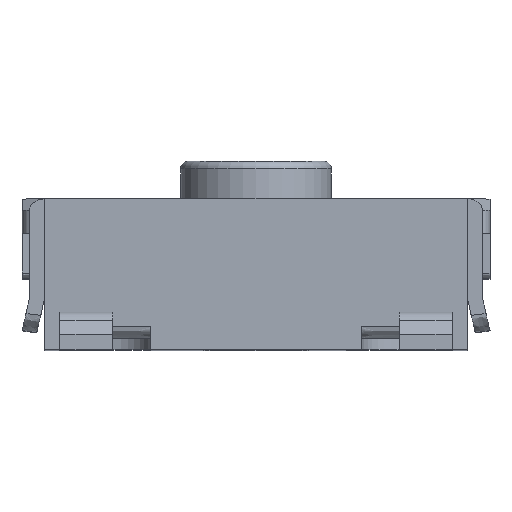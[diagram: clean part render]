
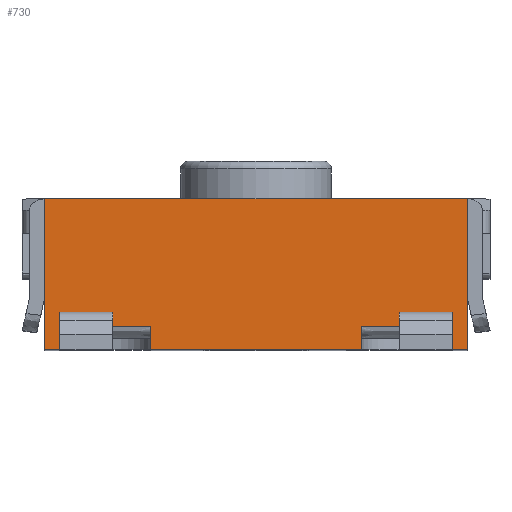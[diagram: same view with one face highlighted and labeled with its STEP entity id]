
A CAD part, top view. The second image highlights one B-rep face of the part: STEP entity #730.
In plain terms, the highlighted planar face has unit normal (0, 0, 1).
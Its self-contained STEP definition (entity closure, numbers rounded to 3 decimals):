
#730=ADVANCED_FACE('',(#2613),#2614,.T.);
#2613=FACE_OUTER_BOUND('',#5060,.T.);
#2614=PLANE('',#5061);
#5060=EDGE_LOOP('',(#12300,#12301,#12302,#12303,#12304,#12305,#12306,#12307,#12308,#12309,#12310,#12311));
#5061=AXIS2_PLACEMENT_3D('',#12312,#12313,#12314);
#12300=ORIENTED_EDGE('',*,*,#16798,.F.);
#12301=ORIENTED_EDGE('',*,*,#18939,.F.);
#12302=ORIENTED_EDGE('',*,*,#18940,.F.);
#12303=ORIENTED_EDGE('',*,*,#18941,.F.);
#12304=ORIENTED_EDGE('',*,*,#16794,.F.);
#12305=ORIENTED_EDGE('',*,*,#18942,.F.);
#12306=ORIENTED_EDGE('',*,*,#18943,.F.);
#12307=ORIENTED_EDGE('',*,*,#18944,.F.);
#12308=ORIENTED_EDGE('',*,*,#16790,.F.);
#12309=ORIENTED_EDGE('',*,*,#17363,.T.);
#12310=ORIENTED_EDGE('',*,*,#17291,.T.);
#12311=ORIENTED_EDGE('',*,*,#17259,.F.);
#12312=CARTESIAN_POINT('',(-3.375,0.439,3.1));
#12313=DIRECTION('',(0.0,0.0,1.0));
#12314=DIRECTION('',(1.0,0.0,0.0));
#16790=EDGE_CURVE('',#20273,#20275,#20276,.T.);
#16794=EDGE_CURVE('',#20281,#20283,#20284,.T.);
#16798=EDGE_CURVE('',#20289,#20291,#20292,.T.);
#17259=EDGE_CURVE('',#20291,#21209,#21210,.T.);
#17291=EDGE_CURVE('',#21264,#21209,#21265,.T.);
#17363=EDGE_CURVE('',#20273,#21264,#21382,.T.);
#18939=EDGE_CURVE('',#24004,#20289,#24005,.T.);
#18940=EDGE_CURVE('',#24006,#24004,#24007,.T.);
#18941=EDGE_CURVE('',#20283,#24006,#24008,.T.);
#18942=EDGE_CURVE('',#24009,#20281,#24010,.T.);
#18943=EDGE_CURVE('',#24011,#24009,#24012,.T.);
#18944=EDGE_CURVE('',#20275,#24011,#24013,.T.);
#20273=VERTEX_POINT('',#26031);
#20275=VERTEX_POINT('',#26034);
#20276=LINE('',#26035,#26036);
#20281=VERTEX_POINT('',#26042);
#20283=VERTEX_POINT('',#26045);
#20284=LINE('',#26046,#26047);
#20289=VERTEX_POINT('',#26053);
#20291=VERTEX_POINT('',#26056);
#20292=LINE('',#26057,#26058);
#21209=VERTEX_POINT('',#27422);
#21210=LINE('',#27423,#27424);
#21264=VERTEX_POINT('',#27581);
#21265=LINE('',#27582,#27583);
#21382=LINE('',#27793,#27794);
#24004=VERTEX_POINT('',#32069);
#24005=LINE('',#32070,#32071);
#24006=VERTEX_POINT('',#32072);
#24007=LINE('',#32073,#32074);
#24008=LINE('',#32075,#32076);
#24009=VERTEX_POINT('',#32077);
#24010=LINE('',#32078,#32079);
#24011=VERTEX_POINT('',#32080);
#24012=LINE('',#32081,#32082);
#24013=LINE('',#32083,#32084);
#26031=CARTESIAN_POINT('',(2.8,0.65,3.1));
#26034=CARTESIAN_POINT('',(2.6,0.65,3.1));
#26035=CARTESIAN_POINT('',(2.8,0.65,3.1));
#26036=VECTOR('',#35069,0.2);
#26042=CARTESIAN_POINT('',(1.4,0.65,3.1));
#26045=CARTESIAN_POINT('',(-1.4,0.65,3.1));
#26046=CARTESIAN_POINT('',(1.4,0.65,3.1));
#26047=VECTOR('',#35075,2.8);
#26053=CARTESIAN_POINT('',(-2.6,0.65,3.1));
#26056=CARTESIAN_POINT('',(-2.8,0.65,3.1));
#26057=CARTESIAN_POINT('',(-2.6,0.65,3.1));
#26058=VECTOR('',#35081,0.2);
#27422=CARTESIAN_POINT('',(-2.8,2.65,3.1));
#27423=CARTESIAN_POINT('',(-2.8,0.65,3.1));
#27424=VECTOR('',#35568,2.0);
#27581=CARTESIAN_POINT('',(2.8,2.65,3.1));
#27582=CARTESIAN_POINT('',(2.8,2.65,3.1));
#27583=VECTOR('',#35597,5.6);
#27793=CARTESIAN_POINT('',(2.8,0.65,3.1));
#27794=VECTOR('',#35672,2.0);
#32069=CARTESIAN_POINT('',(-2.6,0.952,3.1));
#32070=CARTESIAN_POINT('',(-2.6,0.952,3.1));
#32071=VECTOR('',#37280,0.302);
#32072=CARTESIAN_POINT('',(-1.4,0.952,3.1));
#32073=CARTESIAN_POINT('',(-1.4,0.952,3.1));
#32074=VECTOR('',#37281,1.2);
#32075=CARTESIAN_POINT('',(-1.4,0.65,3.1));
#32076=VECTOR('',#37282,0.302);
#32077=CARTESIAN_POINT('',(1.4,0.952,3.1));
#32078=CARTESIAN_POINT('',(1.4,0.952,3.1));
#32079=VECTOR('',#37283,0.302);
#32080=CARTESIAN_POINT('',(2.6,0.952,3.1));
#32081=CARTESIAN_POINT('',(2.6,0.952,3.1));
#32082=VECTOR('',#37284,1.2);
#32083=CARTESIAN_POINT('',(2.6,0.65,3.1));
#32084=VECTOR('',#37285,0.302);
#35069=DIRECTION('',(-1.0,0.0,0.0));
#35075=DIRECTION('',(-1.0,0.0,0.0));
#35081=DIRECTION('',(-1.0,0.0,0.0));
#35568=DIRECTION('',(0.0,1.0,0.0));
#35597=DIRECTION('',(-1.0,0.0,0.0));
#35672=DIRECTION('',(0.0,1.0,0.0));
#37280=DIRECTION('',(0.0,-1.0,0.0));
#37281=DIRECTION('',(-1.0,0.0,0.0));
#37282=DIRECTION('',(0.0,1.0,0.0));
#37283=DIRECTION('',(0.0,-1.0,0.0));
#37284=DIRECTION('',(-1.0,0.0,0.0));
#37285=DIRECTION('',(0.0,1.0,0.0));
